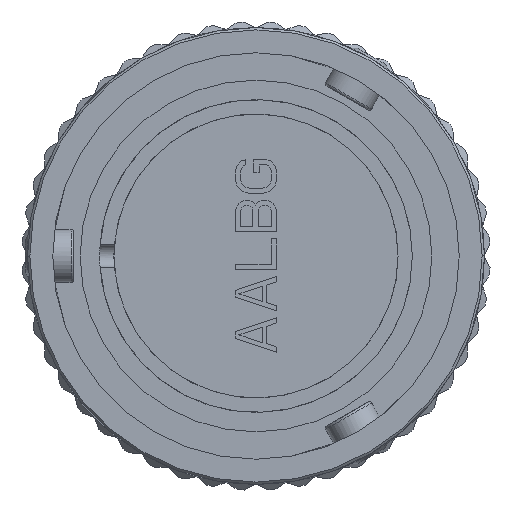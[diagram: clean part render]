
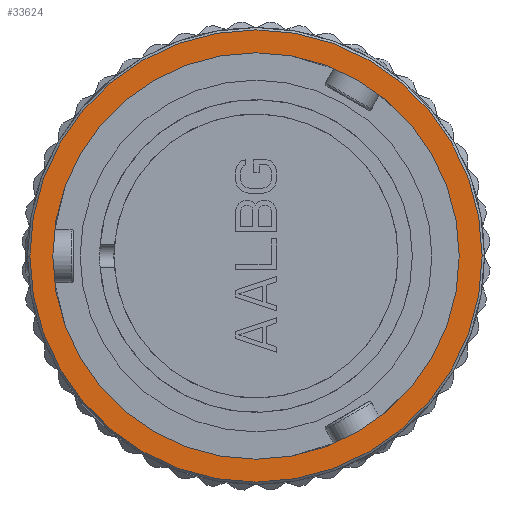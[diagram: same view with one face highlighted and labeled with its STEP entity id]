
A CAD part, left-side view. The second image highlights one B-rep face of the part: STEP entity #33624.
In plain terms, the highlighted planar face has unit normal (-1, 0, 0).
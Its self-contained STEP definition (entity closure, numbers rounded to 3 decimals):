
#8945=CARTESIAN_POINT('',(-27.15,0.,0.));
#8946=DIRECTION('',(1.,0.,0.));
#8947=DIRECTION('',(0.,1.,0.));
#8948=AXIS2_PLACEMENT_3D('',#8945,#8946,#8947);
#8950=CARTESIAN_POINT('',(-27.15,0.,0.));
#8951=DIRECTION('',(-1.,0.,0.));
#8952=DIRECTION('',(0.,1.,0.));
#8953=AXIS2_PLACEMENT_3D('',#8950,#8951,#8952);
#8955=CARTESIAN_POINT('',(-27.15,0.,0.));
#8956=DIRECTION('',(1.,0.,0.));
#8957=DIRECTION('',(0.,1.,0.));
#8958=AXIS2_PLACEMENT_3D('',#8955,#8956,#8957);
#8960=CARTESIAN_POINT('',(-27.15,0.,0.));
#8961=DIRECTION('',(-1.,0.,0.));
#8962=DIRECTION('',(0.,1.,0.));
#8963=AXIS2_PLACEMENT_3D('',#8960,#8961,#8962);
#21875=CARTESIAN_POINT('',(-27.15,17.26,-0.001));
#21876=CARTESIAN_POINT('',(-27.15,-17.26,0.001));
#21877=VERTEX_POINT('',#21875);
#21878=VERTEX_POINT('',#21876);
#22376=CARTESIAN_POINT('',(-27.15,19.205,-0.002));
#22377=VERTEX_POINT('',#22376);
#22378=CARTESIAN_POINT('',(-27.15,-19.205,0.002));
#22379=VERTEX_POINT('',#22378);
#33609=CARTESIAN_POINT('',(-27.15,0.,0.));
#33610=DIRECTION('',(-1.,0.,0.));
#33611=DIRECTION('',(0.,-1.,0.));
#33612=AXIS2_PLACEMENT_3D('',#33609,#33610,#33611);
#33613=PLANE('572',#33612);
#33614=ORIENTED_EDGE('2483',*,*,#33595,.F.);
#33615=ORIENTED_EDGE('2485',*,*,#33577,.T.);
#33616=EDGE_LOOP('572',(#33614,#33615));
#33617=FACE_OUTER_BOUND('572',#33616,.F.);
#33619=ORIENTED_EDGE('2117',*,*,#33618,.F.);
#33621=ORIENTED_EDGE('2115',*,*,#33620,.T.);
#33622=EDGE_LOOP('572',(#33619,#33621));
#33623=FACE_BOUND('572',#33622,.F.);
#8949=CIRCLE('2485',#8948,19.205);
#8954=CIRCLE('2483',#8953,19.205);
#8959=CIRCLE('2117',#8958,17.26);
#8964=CIRCLE('2115',#8963,17.26);
#33577=EDGE_CURVE('2485',#22377,#22379,#8949,.T.);
#33595=EDGE_CURVE('2483',#22377,#22379,#8954,.T.);
#33618=EDGE_CURVE('2117',#21877,#21878,#8959,.T.);
#33620=EDGE_CURVE('2115',#21877,#21878,#8964,.T.);
#33624=ADVANCED_FACE('572',(#33617,#33623),#33613,.T.);
